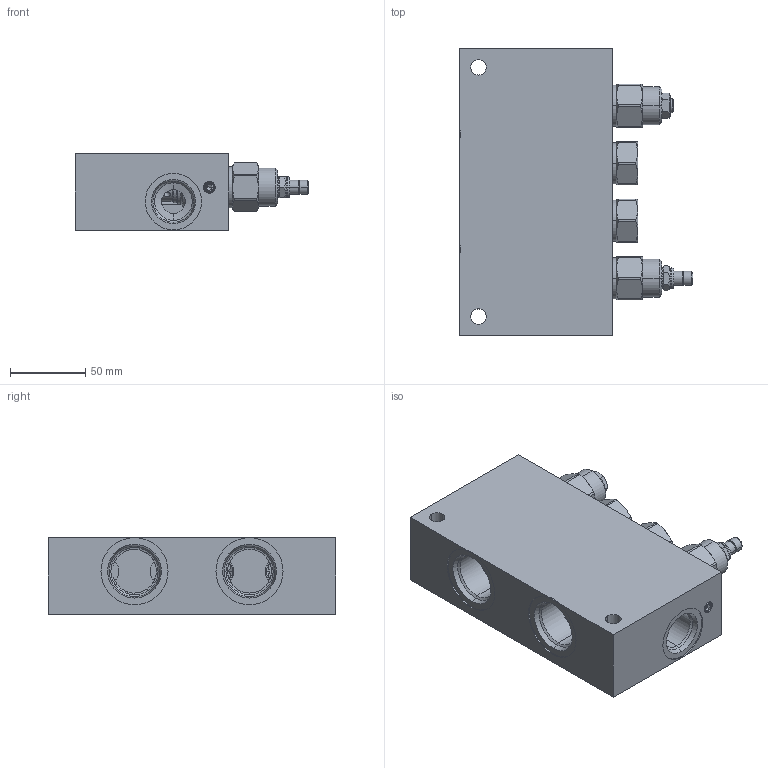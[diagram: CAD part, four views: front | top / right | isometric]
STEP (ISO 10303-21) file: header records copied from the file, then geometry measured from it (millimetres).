
FILE_DESCRIPTION((''),'2;1');
FILE_NAME('YDEFLHNAM_ASM','2020-07-08T',('ProEService'),(''),'PRO/ENGINEER BY PARAMETRIC TECHNOLOGY CORPORATION, 2014200','PRO/ENGINEER BY PARAMETRIC TECHNOLOGY CORPORATION, 2014200','');
FILE_SCHEMA(('CONFIG_CONTROL_DESIGN'));
Length unit declared in the file: inch
Products named in the file (7): 150-108-003; 340-001; CBEALHN; COFAXEN; CKEBXCN; CKEBLCN; YDEFLHNAM_ASM
Assembly tree (6 placements, depth 2):
  YDEFLHNAM_ASM
    150-108-003
    340-001
    CBEALHN
    COFAXEN
    CKEBXCN
    CKEBLCN
Bounding box: 154.76 x 190.5 x 50.8 mm (x, y, z)
Volume: 898987.2 mm3; surface area: 149484.7 mm2
Topology: 18 solids, 21 shells, 940 faces, 2426 edges, 1685 vertices
Faces by surface type: cylinder 363, plane 228, cone 203, torus 90, revolution 48, sphere 8
Entity records: 34500 total; most frequent: CARTESIAN_POINT 11441, DIRECTION 4996, ORIENTED_EDGE 4342, EDGE_CURVE 2171, AXIS2_PLACEMENT_3D 1975, VERTEX_POINT 1322, EDGE_LOOP 1073, CIRCLE 1052
